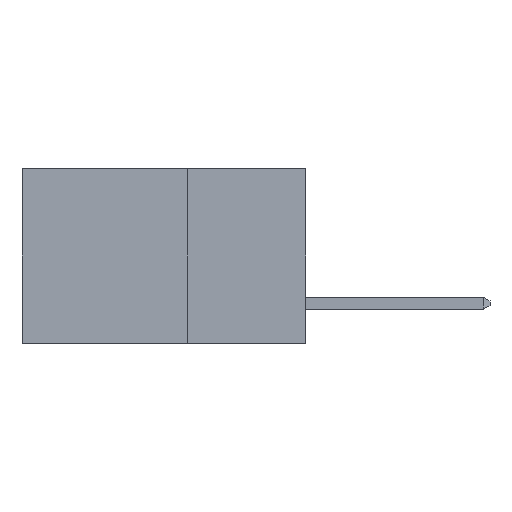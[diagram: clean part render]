
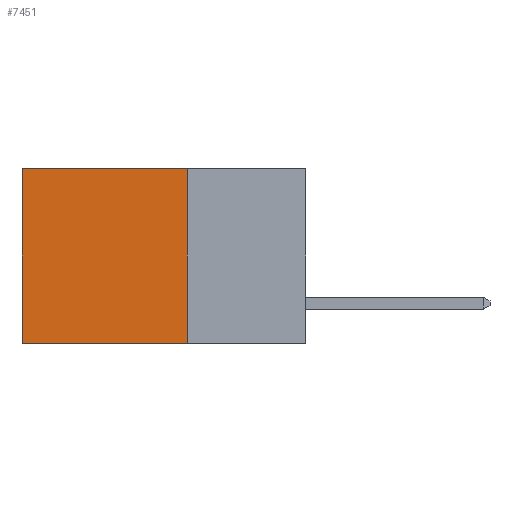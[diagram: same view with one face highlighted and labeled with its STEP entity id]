
A CAD part, left-side view. The second image highlights one B-rep face of the part: STEP entity #7451.
In plain terms, the highlighted planar face has unit normal (-1, 0, 0).
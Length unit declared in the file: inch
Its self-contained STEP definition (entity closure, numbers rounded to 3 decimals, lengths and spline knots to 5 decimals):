
#304 = CARTESIAN_POINT ( 'NONE',  ( 0.298, 0.6, 0. ) ) ;
#621 = CARTESIAN_POINT ( 'NONE',  ( 0.298, 0.25, 0. ) ) ;
#1103 = DIRECTION ( 'NONE',  ( 1., 0., 0. ) ) ;
#1269 = VERTEX_POINT ( 'NONE', #2351 ) ;
#1314 = ORIENTED_EDGE ( 'NONE', *, *, #3716, .T. ) ;
#1405 = EDGE_LOOP ( 'NONE', ( #7296, #6755, #2194, #1314 ) ) ;
#1623 = CARTESIAN_POINT ( 'NONE',  ( 0.298, 0.25, -0.37 ) ) ;
#1671 = VECTOR ( 'NONE', #7121, 39.37008 ) ;
#2039 = VECTOR ( 'NONE', #8859, 39.37008 ) ;
#2194 = ORIENTED_EDGE ( 'NONE', *, *, #5138, .F. ) ;
#2351 = CARTESIAN_POINT ( 'NONE',  ( 0.298, 0.6, 0. ) ) ;
#2695 = DIRECTION ( 'NONE',  ( 0., 0., -1. ) ) ;
#3473 = EDGE_CURVE ( 'NONE', #1269, #8936, #3637, .T. ) ;
#3517 = VECTOR ( 'NONE', #6245, 39.37008 ) ;
#3637 = LINE ( 'NONE', #304, #1671 ) ;
#3716 = EDGE_CURVE ( 'NONE', #8736, #1269, #5456, .T. ) ;
#4698 = PLANE ( 'NONE',  #7961 ) ;
#4707 = CARTESIAN_POINT ( 'NONE',  ( 0.298, 0.25, -0.37 ) ) ;
#5138 = EDGE_CURVE ( 'NONE', #8736, #5775, #6260, .T. ) ;
#5456 = LINE ( 'NONE', #621, #3517 ) ;
#5469 = CARTESIAN_POINT ( 'NONE',  ( 0.298, 0.25, 0. ) ) ;
#5775 = VERTEX_POINT ( 'NONE', #1623 ) ;
#5909 = CARTESIAN_POINT ( 'NONE',  ( 0.298, 0.6, -0.37 ) ) ;
#6161 = DIRECTION ( 'NONE',  ( 0., 0., -1. ) ) ;
#6245 = DIRECTION ( 'NONE',  ( 0., 1., 0. ) ) ;
#6260 = LINE ( 'NONE', #6946, #7867 ) ;
#6653 = EDGE_CURVE ( 'NONE', #5775, #8936, #7129, .T. ) ;
#6755 = ORIENTED_EDGE ( 'NONE', *, *, #6653, .F. ) ;
#6946 = CARTESIAN_POINT ( 'NONE',  ( 0.298, 0.25, 0. ) ) ;
#7121 = DIRECTION ( 'NONE',  ( 0., 0., -1. ) ) ;
#7129 = LINE ( 'NONE', #4707, #2039 ) ;
#7296 = ORIENTED_EDGE ( 'NONE', *, *, #3473, .T. ) ;
#7451 = ADVANCED_FACE ( 'NONE', ( #8862 ), #4698, .F. ) ;
#7867 = VECTOR ( 'NONE', #2695, 39.37008 ) ;
#7961 = AXIS2_PLACEMENT_3D ( 'NONE', #5469, #1103, #6161 ) ;
#8264 = CARTESIAN_POINT ( 'NONE',  ( 0.298, 0.25, 0. ) ) ;
#8736 = VERTEX_POINT ( 'NONE', #8264 ) ;
#8859 = DIRECTION ( 'NONE',  ( 0., 1., 0. ) ) ;
#8862 = FACE_OUTER_BOUND ( 'NONE', #1405, .T. ) ;
#8936 = VERTEX_POINT ( 'NONE', #5909 ) ;
